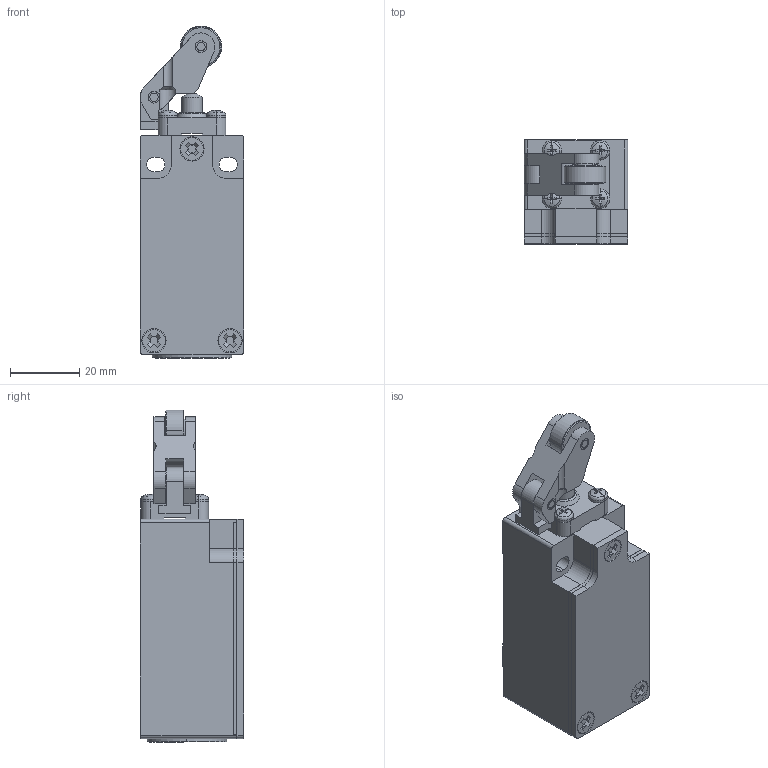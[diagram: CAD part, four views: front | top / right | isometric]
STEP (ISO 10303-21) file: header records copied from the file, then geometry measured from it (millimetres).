
FILE_DESCRIPTION (( 'STEP AP214' ), '1' );
FILE_NAME ('ZK-235-02Z.STEP', '2021-01-18T19:06:30', ( '' ), ( '' ), 'SwSTEP 2.0', 'SolidWorks 2019', '' );
FILE_SCHEMA (( 'AUTOMOTIVE_DESIGN' ));
Length unit declared in the file: inch
Products named in the file (1): ZK-235-02Z
Bounding box: 30 x 30 x 96.1 mm (x, y, z)
Volume: 57087.9 mm3; surface area: 14507.1 mm2
Topology: 1 solids, 1 shells, 430 faces, 1045 edges, 658 vertices
Faces by surface type: plane 274, cylinder 126, bspline 18, cone 12
Entity records: 12801 total; most frequent: CARTESIAN_POINT 2584, DIRECTION 2133, ORIENTED_EDGE 2090, EDGE_CURVE 1045, AXIS2_PLACEMENT_3D 737, LINE 659, VECTOR 659, VERTEX_POINT 658
